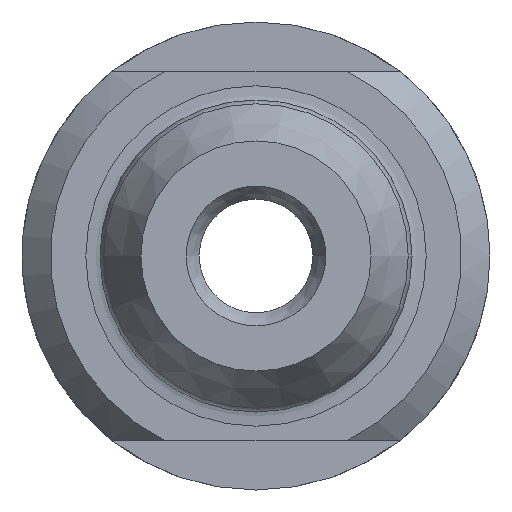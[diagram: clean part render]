
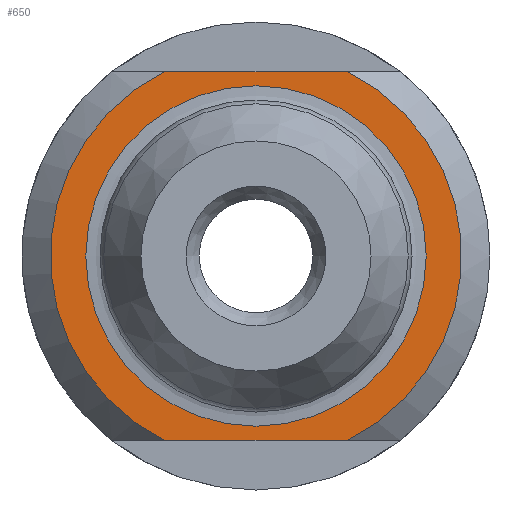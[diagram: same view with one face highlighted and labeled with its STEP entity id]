
A CAD part, left-side view. The second image highlights one B-rep face of the part: STEP entity #650.
In plain terms, the highlighted planar face has unit normal (-1, 0, 0).
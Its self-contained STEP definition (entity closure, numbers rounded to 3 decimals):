
#19=FACE_BOUND('',#150,.T.);
#26=PLANE('',#730);
#51=LINE('',#1113,#76);
#52=LINE('',#1117,#77);
#76=VECTOR('',#878,10.);
#77=VECTOR('',#881,10.);
#113=FACE_OUTER_BOUND('',#149,.T.);
#149=EDGE_LOOP('',(#485,#486,#487,#488));
#150=EDGE_LOOP('',(#489,#490));
#207=CIRCLE('',#728,6.);
#208=CIRCLE('',#729,6.);
#209=CIRCLE('',#731,7.25);
#210=CIRCLE('',#732,7.25);
#277=VERTEX_POINT('',#1105);
#278=VERTEX_POINT('',#1107);
#279=VERTEX_POINT('',#1111);
#280=VERTEX_POINT('',#1112);
#281=VERTEX_POINT('',#1114);
#282=VERTEX_POINT('',#1116);
#357=EDGE_CURVE('',#277,#278,#207,.T.);
#358=EDGE_CURVE('',#278,#277,#208,.T.);
#359=EDGE_CURVE('',#279,#280,#51,.T.);
#360=EDGE_CURVE('',#281,#280,#209,.T.);
#361=EDGE_CURVE('',#281,#282,#52,.T.);
#362=EDGE_CURVE('',#279,#282,#210,.T.);
#485=ORIENTED_EDGE('',*,*,#359,.T.);
#486=ORIENTED_EDGE('',*,*,#360,.F.);
#487=ORIENTED_EDGE('',*,*,#361,.T.);
#488=ORIENTED_EDGE('',*,*,#362,.F.);
#489=ORIENTED_EDGE('',*,*,#358,.F.);
#490=ORIENTED_EDGE('',*,*,#357,.F.);
#650=ADVANCED_FACE('',(#113,#19),#26,.T.);
#728=AXIS2_PLACEMENT_3D('',#1108,#872,#873);
#729=AXIS2_PLACEMENT_3D('',#1109,#874,#875);
#730=AXIS2_PLACEMENT_3D('',#1110,#876,#877);
#731=AXIS2_PLACEMENT_3D('',#1115,#879,#880);
#732=AXIS2_PLACEMENT_3D('',#1118,#882,#883);
#872=DIRECTION('center_axis',(-1.,0.,0.));
#873=DIRECTION('ref_axis',(0.,-1.,0.));
#874=DIRECTION('center_axis',(-1.,0.,0.));
#875=DIRECTION('ref_axis',(0.,-1.,0.));
#876=DIRECTION('center_axis',(-1.,0.,0.));
#877=DIRECTION('ref_axis',(0.,0.,1.));
#878=DIRECTION('',(0.,1.,0.));
#879=DIRECTION('center_axis',(1.,0.,0.));
#880=DIRECTION('ref_axis',(0.,-1.,0.));
#881=DIRECTION('',(0.,-1.,0.));
#882=DIRECTION('center_axis',(1.,0.,0.));
#883=DIRECTION('ref_axis',(0.,-1.,0.));
#1105=CARTESIAN_POINT('',(18.,0.,6.));
#1107=CARTESIAN_POINT('',(18.,6.,0.));
#1108=CARTESIAN_POINT('Origin',(18.,0.,0.));
#1109=CARTESIAN_POINT('Origin',(18.,0.,0.));
#1110=CARTESIAN_POINT('Origin',(18.,6.125,0.));
#1111=CARTESIAN_POINT('',(18.,-3.211,6.5));
#1112=CARTESIAN_POINT('',(18.,3.211,6.5));
#1113=CARTESIAN_POINT('',(18.,6.813,6.5));
#1114=CARTESIAN_POINT('',(18.,3.211,-6.5));
#1115=CARTESIAN_POINT('Origin',(18.,0.,0.));
#1116=CARTESIAN_POINT('',(18.,-3.211,-6.5));
#1117=CARTESIAN_POINT('',(18.,-0.687,-6.5));
#1118=CARTESIAN_POINT('Origin',(18.,0.,0.));
